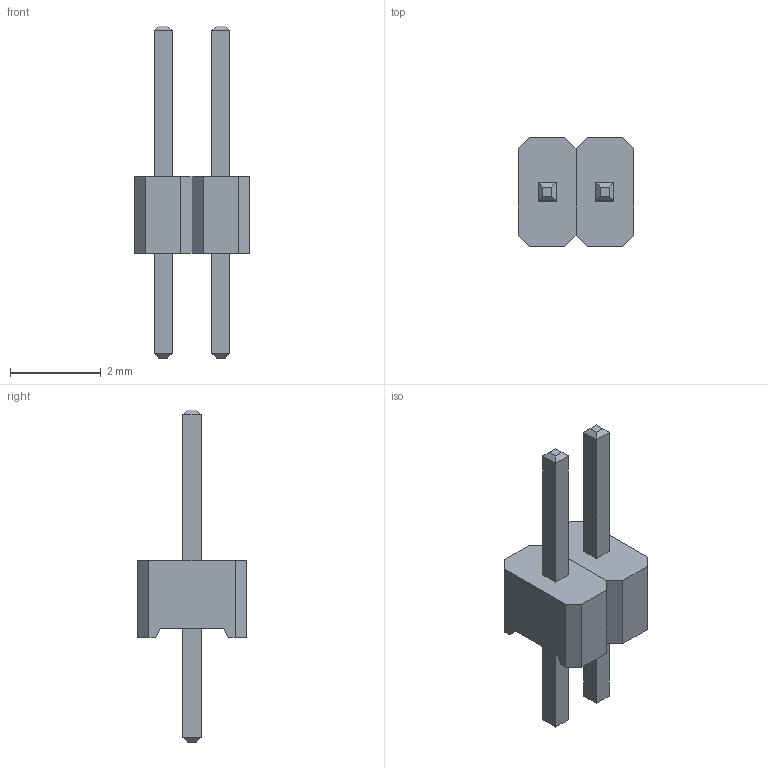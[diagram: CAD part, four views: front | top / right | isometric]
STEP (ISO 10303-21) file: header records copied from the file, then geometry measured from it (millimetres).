
FILE_DESCRIPTION (( 'STEP AP214' ), '1' );
FILE_NAME ('User Library-PinHeader1_27_2.STEP', '2016-08-29T03:49:01', ( 'Windows User' ), ( '' ), 'SwSTEP 2.0', 'SolidWorks 2016', '' );
FILE_SCHEMA (( 'AUTOMOTIVE_DESIGN' ));
Length unit declared in the file: millimetre
Products named in the file (3): User Library-PinHeader1_27_2_Pin2; User Library-PinHeader1_27_2_K÷rper2; User Library-PinHeader1_27_2
Assembly tree (2 placements, depth 2):
  User Library-PinHeader1_27_2
    User Library-PinHeader1_27_2_K÷rper2
    User Library-PinHeader1_27_2_Pin2
Bounding box: 2.54 x 2.4 x 7.3 mm (x, y, z)
Volume: 11 mm3; surface area: 61.8 mm2
Topology: 4 solids, 4 shells, 64 faces, 152 edges, 96 vertices
Faces by surface type: plane 64
Entity records: 2628 total; most frequent: CARTESIAN_POINT 317, ORIENTED_EDGE 304, DIRECTION 290, LINE 152, VECTOR 152, EDGE_CURVE 152, VERTEX_POINT 96, UNCERTAINTY_MEASURE_WITH_UNIT 73
